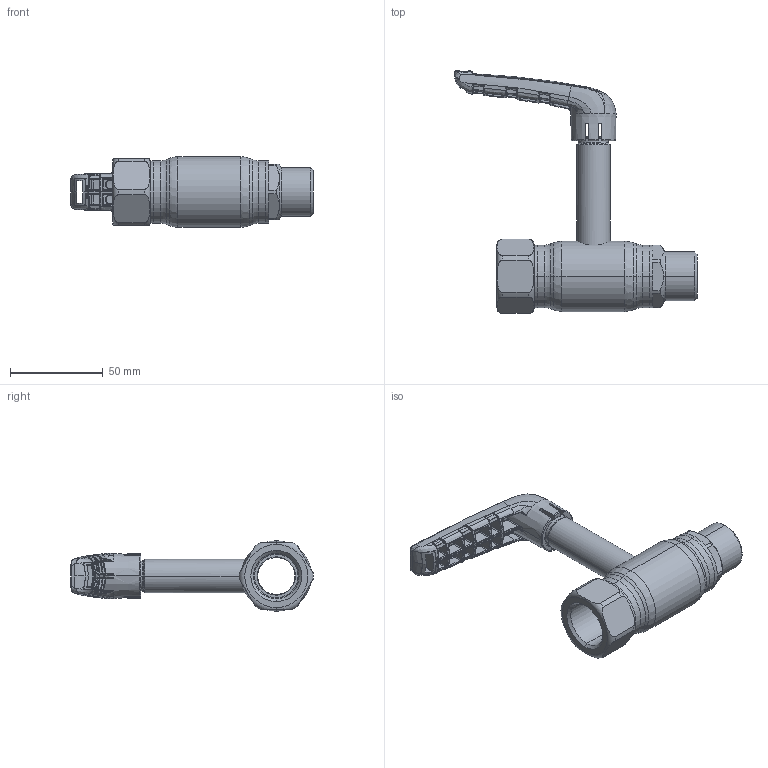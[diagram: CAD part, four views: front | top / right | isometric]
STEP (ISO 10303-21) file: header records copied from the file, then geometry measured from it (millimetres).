
FILE_DESCRIPTION (( 'STEP AP214' ), '1' );
FILE_NAME ('1020002401-xxxx.step', '2019-05-09T10:14:24', ( '' ), ( '' ), 'SwSTEP 2.0', 'SolidWorks 2017', '' );
FILE_SCHEMA (( 'AUTOMOTIVE_DESIGN' ));
Length unit declared in the file: millimetre
Products named in the file (1): 1020002401-xxxx
Bounding box: 130.78 x 130.88 x 38 mm (x, y, z)
Surface area: 29609.4 mm2 (no closed solid volume)
Topology: 0 solids, 7 shells, 797 faces, 2354 edges, 1459 vertices
Faces by surface type: bspline 635, plane 70, cylinder 42, cone 25, torus 25
Entity records: 67090 total; most frequent: CARTESIAN_POINT 42916, ORIENTED_EDGE 4031, EDGE_CURVE 2326, B_SPLINE_CURVE_WITH_KNOTS 1598, DIRECTION 1591, VERTEX_POINT 1459, EDGE_LOOP 820, UNCERTAINTY_MEASURE_WITH_UNIT 799
